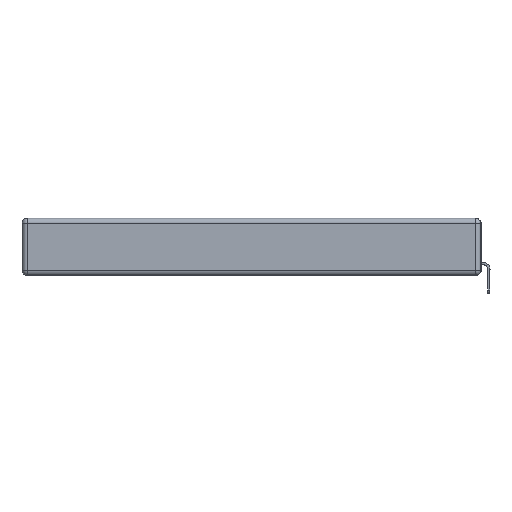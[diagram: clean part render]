
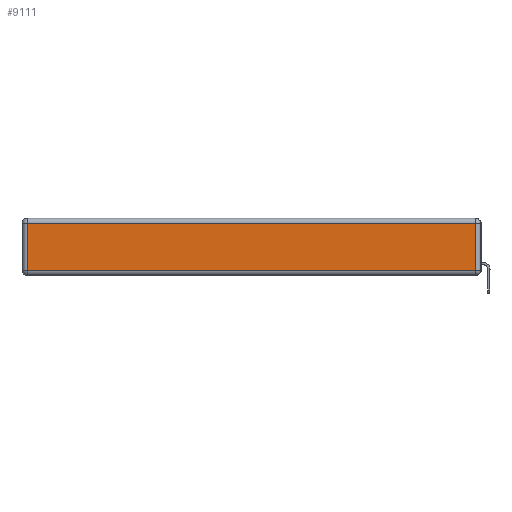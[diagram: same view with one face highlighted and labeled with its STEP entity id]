
A CAD part, left-side view. The second image highlights one B-rep face of the part: STEP entity #9111.
In plain terms, the highlighted planar face has unit normal (-1, 0, 0).
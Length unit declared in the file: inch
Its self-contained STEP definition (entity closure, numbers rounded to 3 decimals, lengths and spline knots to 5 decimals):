
#169 = VECTOR ( 'NONE', #4538, 39.37008 ) ;
#315 = CARTESIAN_POINT ( 'NONE',  ( 0., 2.72, -0.343 ) ) ;
#625 = CARTESIAN_POINT ( 'NONE',  ( 0., 0., -0.313 ) ) ;
#990 = EDGE_CURVE ( 'NONE', #4761, #4071, #11753, .T. ) ;
#1121 = CARTESIAN_POINT ( 'NONE',  ( 0., 0.03, -0.313 ) ) ;
#1435 = LINE ( 'NONE', #13671, #169 ) ;
#1750 = VECTOR ( 'NONE', #9311, 39.37008 ) ;
#2570 = EDGE_CURVE ( 'NONE', #7724, #9307, #1435, .T. ) ;
#2605 = DIRECTION ( 'NONE',  ( 0., 0., -1. ) ) ;
#2761 = ORIENTED_EDGE ( 'NONE', *, *, #7571, .T. ) ;
#4071 = VERTEX_POINT ( 'NONE', #1121 ) ;
#4394 = DIRECTION ( 'NONE',  ( -1., 0., 0. ) ) ;
#4538 = DIRECTION ( 'NONE',  ( 0., 1., 0. ) ) ;
#4761 = VERTEX_POINT ( 'NONE', #5012 ) ;
#4780 = LINE ( 'NONE', #6872, #1750 ) ;
#5012 = CARTESIAN_POINT ( 'NONE',  ( 0., 2.72, -0.313 ) ) ;
#5607 = PLANE ( 'NONE',  #9601 ) ;
#6564 = CARTESIAN_POINT ( 'NONE',  ( 0., 0., -0.343 ) ) ;
#6638 = DIRECTION ( 'NONE',  ( 0., 0., 1. ) ) ;
#6706 = FACE_OUTER_BOUND ( 'NONE', #7959, .T. ) ;
#6872 = CARTESIAN_POINT ( 'NONE',  ( 0., 0.03, -0.343 ) ) ;
#7571 = EDGE_CURVE ( 'NONE', #4071, #7724, #4780, .T. ) ;
#7724 = VERTEX_POINT ( 'NONE', #14132 ) ;
#7959 = EDGE_LOOP ( 'NONE', ( #8995, #2761, #13740, #12829 ) ) ;
#8624 = VECTOR ( 'NONE', #11980, 39.37008 ) ;
#8995 = ORIENTED_EDGE ( 'NONE', *, *, #990, .T. ) ;
#9111 = ADVANCED_FACE ( 'NONE', ( #6706 ), #5607, .T. ) ;
#9307 = VERTEX_POINT ( 'NONE', #10341 ) ;
#9311 = DIRECTION ( 'NONE',  ( 0., 0., 1. ) ) ;
#9601 = AXIS2_PLACEMENT_3D ( 'NONE', #6564, #4394, #6638 ) ;
#10341 = CARTESIAN_POINT ( 'NONE',  ( 0., 2.72, -0.03 ) ) ;
#11753 = LINE ( 'NONE', #625, #8624 ) ;
#11980 = DIRECTION ( 'NONE',  ( 0., -1., 0. ) ) ;
#12829 = ORIENTED_EDGE ( 'NONE', *, *, #14415, .T. ) ;
#13480 = VECTOR ( 'NONE', #2605, 39.37008 ) ;
#13671 = CARTESIAN_POINT ( 'NONE',  ( 0., 2.75, -0.03 ) ) ;
#13740 = ORIENTED_EDGE ( 'NONE', *, *, #2570, .T. ) ;
#13884 = LINE ( 'NONE', #315, #13480 ) ;
#14132 = CARTESIAN_POINT ( 'NONE',  ( 0., 0.03, -0.03 ) ) ;
#14415 = EDGE_CURVE ( 'NONE', #9307, #4761, #13884, .T. ) ;
